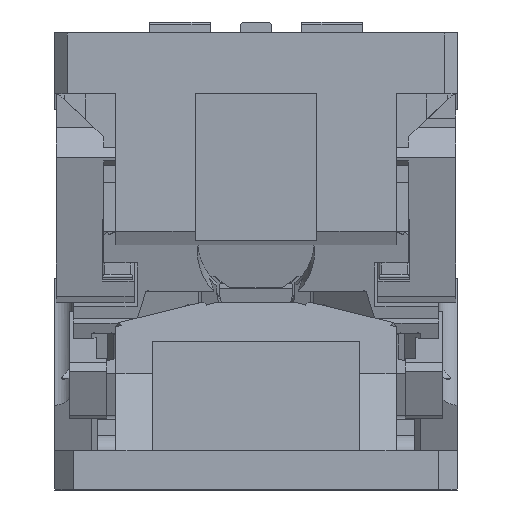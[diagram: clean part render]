
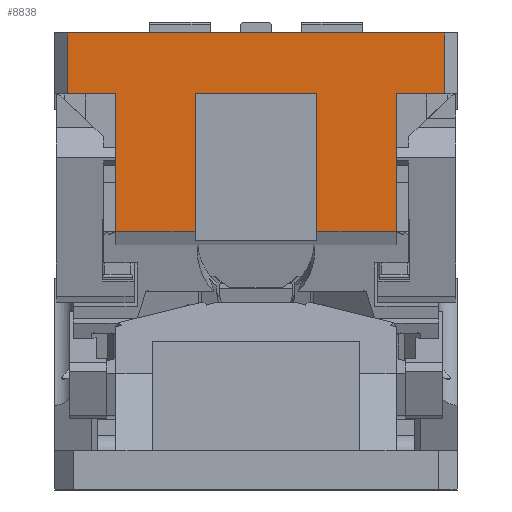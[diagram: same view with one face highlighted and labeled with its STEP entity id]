
A CAD part, left-side view. The second image highlights one B-rep face of the part: STEP entity #8838.
In plain terms, the highlighted planar face has unit normal (-1, 0, 0).
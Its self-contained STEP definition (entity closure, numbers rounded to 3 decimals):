
#251=CARTESIAN_POINT('Vertex',(-340.,-155.,250.)) ;
#254=CARTESIAN_POINT('Line Origine',(-340.,-135.,250.)) ;
#258=CARTESIAN_POINT('Vertex',(-340.,-115.,250.)) ;
#372=CARTESIAN_POINT('Line Origine',(-340.,-115.,193.698)) ;
#376=CARTESIAN_POINT('Vertex',(-340.,-115.,137.397)) ;
#3163=CARTESIAN_POINT('Vertex',(-340.,155.,300.)) ;
#3177=CARTESIAN_POINT('Vertex',(-340.,155.,250.)) ;
#3180=CARTESIAN_POINT('Line Origine',(-340.,155.,275.)) ;
#3606=CARTESIAN_POINT('Vertex',(-340.,115.,250.)) ;
#3609=CARTESIAN_POINT('Line Origine',(-340.,135.,250.)) ;
#3874=CARTESIAN_POINT('Vertex',(-340.,115.,137.397)) ;
#3877=CARTESIAN_POINT('Line Origine',(-340.,115.,193.698)) ;
#8281=CARTESIAN_POINT('Vertex',(-340.,-155.,300.)) ;
#8284=CARTESIAN_POINT('Line Origine',(-340.,-155.,275.)) ;
#8327=CARTESIAN_POINT('Line Origine',(-340.,0.,300.)) ;
#8689=CARTESIAN_POINT('Vertex',(-340.,-50.,250.)) ;
#8694=CARTESIAN_POINT('Line Origine',(-340.,0.,250.)) ;
#8698=CARTESIAN_POINT('Vertex',(-340.,50.,250.)) ;
#8728=CARTESIAN_POINT('Vertex',(-340.,-50.,137.397)) ;
#8733=CARTESIAN_POINT('Line Origine',(-340.,-50.,193.698)) ;
#8766=CARTESIAN_POINT('Vertex',(-340.,50.,137.397)) ;
#8769=CARTESIAN_POINT('Line Origine',(-340.,82.5,137.397)) ;
#8774=CARTESIAN_POINT('Line Origine',(-340.,-82.5,137.397)) ;
#8807=CARTESIAN_POINT('Line Origine',(-340.,50.,193.698)) ;
#8819=CARTESIAN_POINT('Axis2P3D Location',(-340.,-165.,250.)) ;
#255=DIRECTION('Vector Direction',(0.,-1.,0.)) ;
#373=DIRECTION('Vector Direction',(0.,0.,1.)) ;
#3181=DIRECTION('Vector Direction',(0.,0.,-1.)) ;
#3610=DIRECTION('Vector Direction',(0.,1.,0.)) ;
#3878=DIRECTION('Vector Direction',(0.,0.,-1.)) ;
#8285=DIRECTION('Vector Direction',(0.,0.,1.)) ;
#8328=DIRECTION('Vector Direction',(0.,1.,0.)) ;
#8695=DIRECTION('Vector Direction',(0.,1.,0.)) ;
#8734=DIRECTION('Vector Direction',(0.,0.,-1.)) ;
#8770=DIRECTION('Vector Direction',(0.,-1.,0.)) ;
#8775=DIRECTION('Vector Direction',(0.,-1.,0.)) ;
#8808=DIRECTION('Vector Direction',(0.,0.,-1.)) ;
#8820=DIRECTION('Axis2P3D Direction',(1.,0.,0.)) ;
#8821=DIRECTION('Axis2P3D XDirection',(0.,0.,1.)) ;
#8822=AXIS2_PLACEMENT_3D('Plane Axis2P3D',#8819,#8820,#8821) ;
#8825=ORIENTED_EDGE('',*,*,#8811,.F.) ;
#8826=ORIENTED_EDGE('',*,*,#8700,.F.) ;
#8827=ORIENTED_EDGE('',*,*,#8737,.T.) ;
#8828=ORIENTED_EDGE('',*,*,#8778,.T.) ;
#8829=ORIENTED_EDGE('',*,*,#378,.T.) ;
#8830=ORIENTED_EDGE('',*,*,#260,.F.) ;
#8831=ORIENTED_EDGE('',*,*,#8288,.T.) ;
#8832=ORIENTED_EDGE('',*,*,#8331,.T.) ;
#8833=ORIENTED_EDGE('',*,*,#3184,.T.) ;
#8834=ORIENTED_EDGE('',*,*,#3613,.F.) ;
#8835=ORIENTED_EDGE('',*,*,#3881,.T.) ;
#8836=ORIENTED_EDGE('',*,*,#8773,.T.) ;
#256=VECTOR('Line Direction',#255,1.) ;
#374=VECTOR('Line Direction',#373,1.) ;
#3182=VECTOR('Line Direction',#3181,1.) ;
#3611=VECTOR('Line Direction',#3610,1.) ;
#3879=VECTOR('Line Direction',#3878,1.) ;
#8286=VECTOR('Line Direction',#8285,1.) ;
#8329=VECTOR('Line Direction',#8328,1.) ;
#8696=VECTOR('Line Direction',#8695,1.) ;
#8735=VECTOR('Line Direction',#8734,1.) ;
#8771=VECTOR('Line Direction',#8770,1.) ;
#8776=VECTOR('Line Direction',#8775,1.) ;
#8809=VECTOR('Line Direction',#8808,1.) ;
#8838=ADVANCED_FACE('CAM HOLDER',(#8837),#8823,.F.) ;
#260=EDGE_CURVE('',#252,#259,#257,.F.) ;
#378=EDGE_CURVE('',#377,#259,#375,.T.) ;
#3184=EDGE_CURVE('',#3164,#3178,#3183,.T.) ;
#3613=EDGE_CURVE('',#3607,#3178,#3612,.T.) ;
#3881=EDGE_CURVE('',#3607,#3875,#3880,.T.) ;
#8288=EDGE_CURVE('',#252,#8282,#8287,.T.) ;
#8331=EDGE_CURVE('',#8282,#3164,#8330,.T.) ;
#8700=EDGE_CURVE('',#8690,#8699,#8697,.T.) ;
#8737=EDGE_CURVE('',#8690,#8729,#8736,.T.) ;
#8773=EDGE_CURVE('',#3875,#8767,#8772,.T.) ;
#8778=EDGE_CURVE('',#8729,#377,#8777,.T.) ;
#8811=EDGE_CURVE('',#8699,#8767,#8810,.T.) ;
#8824=EDGE_LOOP('',(#8825,#8826,#8827,#8828,#8829,#8830,#8831,#8832,#8833,#8834,#8835,#8836)) ;
#8837=FACE_OUTER_BOUND('',#8824,.T.) ;
#257=LINE('Line',#254,#256) ;
#375=LINE('Line',#372,#374) ;
#3183=LINE('Line',#3180,#3182) ;
#3612=LINE('Line',#3609,#3611) ;
#3880=LINE('Line',#3877,#3879) ;
#8287=LINE('Line',#8284,#8286) ;
#8330=LINE('Line',#8327,#8329) ;
#8697=LINE('Line',#8694,#8696) ;
#8736=LINE('Line',#8733,#8735) ;
#8772=LINE('Line',#8769,#8771) ;
#8777=LINE('Line',#8774,#8776) ;
#8810=LINE('Line',#8807,#8809) ;
#8823=PLANE('Plane',#8822) ;
#252=VERTEX_POINT('',#251) ;
#259=VERTEX_POINT('',#258) ;
#377=VERTEX_POINT('',#376) ;
#3164=VERTEX_POINT('',#3163) ;
#3178=VERTEX_POINT('',#3177) ;
#3607=VERTEX_POINT('',#3606) ;
#3875=VERTEX_POINT('',#3874) ;
#8282=VERTEX_POINT('',#8281) ;
#8690=VERTEX_POINT('',#8689) ;
#8699=VERTEX_POINT('',#8698) ;
#8729=VERTEX_POINT('',#8728) ;
#8767=VERTEX_POINT('',#8766) ;
